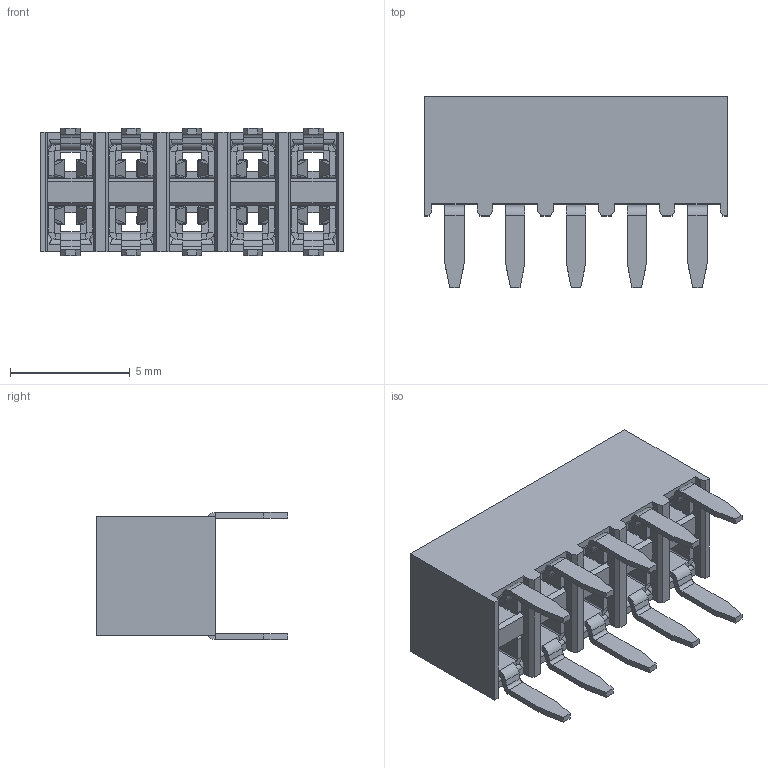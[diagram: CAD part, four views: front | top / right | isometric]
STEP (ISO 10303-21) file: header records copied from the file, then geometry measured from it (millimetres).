
FILE_DESCRIPTION(/* description */ (''),/* implementation_level */ '2;1');
FILE_NAME(/* name */ '348-10-2-xx.stp',/* time_stamp */ '2025-06-02T14:18:57+08:00',/* author */ (''),/* organization */ (''),/* preprocessor_version */ 'ST-DEVELOPER v15',/* originating_system */ 'SIEMENS PLM Software NX 9.0',/* authorisation */ '');
FILE_SCHEMA (('AP203_CONFIGURATION_CONTROLLED_3D_DESIGN_OF_MECHANICAL_PARTS_AND_ASSEMBLIES_MIM_LF { 1 0 10303 403 2 1 2}'));
Length unit declared in the file: millimetre
Products named in the file (1): 348-10-2-xx
Bounding box: 12.7 x 8 x 5.33 mm (x, y, z)
Volume: 212.9 mm3; surface area: 892 mm2
Topology: 11 solids, 11 shells, 1296 faces, 3122 edges, 1848 vertices
Faces by surface type: plane 766, cylinder 330, bspline 200
Entity records: 42368 total; most frequent: CARTESIAN_POINT 13557, ORIENTED_EDGE 6244, DIRECTION 5346, EDGE_CURVE 3122, LINE 2232, VECTOR 2232, VERTEX_POINT 1848, AXIS2_PLACEMENT_3D 1557
